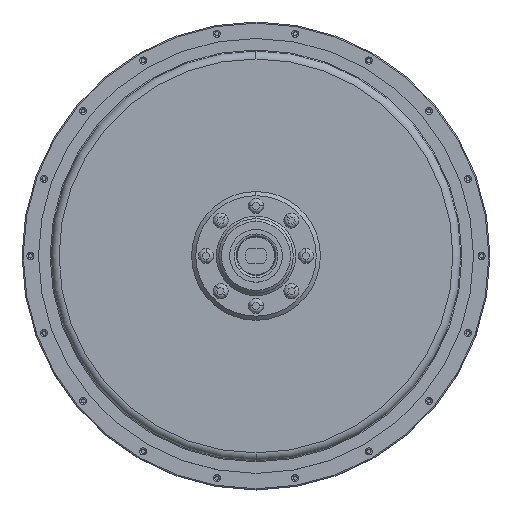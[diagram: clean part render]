
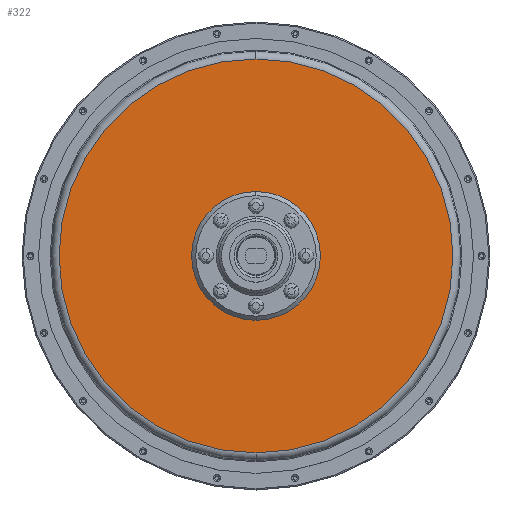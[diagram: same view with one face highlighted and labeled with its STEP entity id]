
A CAD part, top view. The second image highlights one B-rep face of the part: STEP entity #322.
In plain terms, the highlighted planar face has unit normal (0, 0, 1).
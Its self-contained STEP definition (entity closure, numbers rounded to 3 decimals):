
#121=CARTESIAN_POINT('',(0.,0.,14.));
#122=DIRECTION('',(0.,0.,-1.));
#123=DIRECTION('',(0.,-1.,0.));
#124=AXIS2_PLACEMENT_3D('',#121,#122,#123);
#126=CARTESIAN_POINT('',(0.,0.,14.));
#127=DIRECTION('',(0.,0.,-1.));
#128=DIRECTION('',(0.,1.,0.));
#129=AXIS2_PLACEMENT_3D('',#126,#127,#128);
#131=CARTESIAN_POINT('',(0.,0.,14.));
#132=DIRECTION('',(0.,0.,1.));
#133=DIRECTION('',(0.,-1.,0.));
#134=AXIS2_PLACEMENT_3D('',#131,#132,#133);
#136=CARTESIAN_POINT('',(0.,0.,14.));
#137=DIRECTION('',(0.,0.,1.));
#138=DIRECTION('',(0.,1.,0.));
#139=AXIS2_PLACEMENT_3D('',#136,#137,#138);
#177=CARTESIAN_POINT('',(0.,130.067,14.));
#178=VERTEX_POINT('',#177);
#179=CARTESIAN_POINT('',(0.,-130.067,14.));
#180=VERTEX_POINT('',#179);
#181=CARTESIAN_POINT('',(0.,-42.5,14.));
#182=CARTESIAN_POINT('',(0.,42.5,14.));
#183=VERTEX_POINT('',#181);
#184=VERTEX_POINT('',#182);
#307=CARTESIAN_POINT('',(0.,0.,14.));
#308=DIRECTION('',(0.,0.,1.));
#309=DIRECTION('',(0.,-1.,0.));
#310=AXIS2_PLACEMENT_3D('',#307,#308,#309);
#311=PLANE('',#310);
#312=ORIENTED_EDGE('',*,*,#286,.T.);
#313=ORIENTED_EDGE('',*,*,#302,.T.);
#314=EDGE_LOOP('',(#312,#313));
#315=FACE_OUTER_BOUND('',#314,.F.);
#317=ORIENTED_EDGE('',*,*,#316,.T.);
#319=ORIENTED_EDGE('',*,*,#318,.T.);
#320=EDGE_LOOP('',(#317,#319));
#321=FACE_BOUND('',#320,.F.);
#125=CIRCLE('',#124,130.067);
#130=CIRCLE('',#129,130.067);
#135=CIRCLE('',#134,42.5);
#140=CIRCLE('',#139,42.5);
#286=EDGE_CURVE('',#180,#178,#125,.T.);
#302=EDGE_CURVE('',#178,#180,#130,.T.);
#316=EDGE_CURVE('',#183,#184,#135,.T.);
#318=EDGE_CURVE('',#184,#183,#140,.T.);
#322=ADVANCED_FACE('',(#315,#321),#311,.T.);
